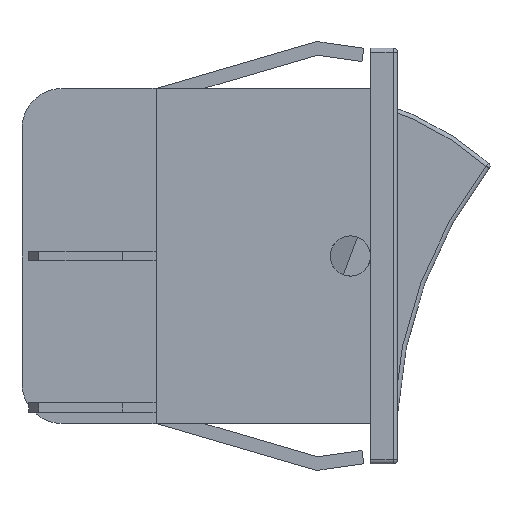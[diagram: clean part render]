
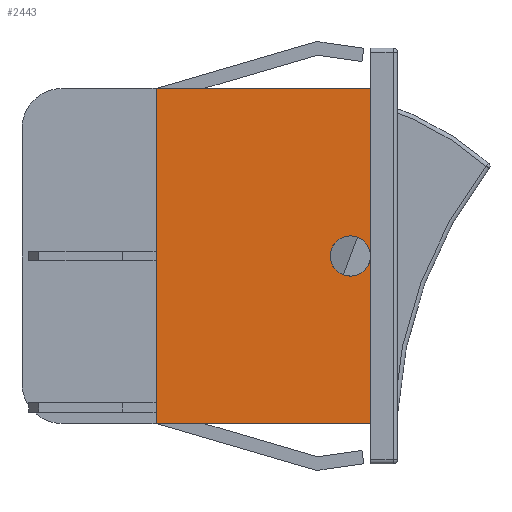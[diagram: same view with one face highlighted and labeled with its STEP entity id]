
A CAD part, left-side view. The second image highlights one B-rep face of the part: STEP entity #2443.
In plain terms, the highlighted planar face has unit normal (-1, 0, 0).
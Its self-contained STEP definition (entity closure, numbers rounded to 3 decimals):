
#147=CIRCLE('',#2633,1.5);
#148=CIRCLE('',#2634,1.5);
#276=FACE_OUTER_BOUND('',#430,.T.);
#430=EDGE_LOOP('',(#2003,#2004,#2005,#2006,#2007,#2008,#2009));
#569=LINE('',#3741,#823);
#598=LINE('',#3800,#852);
#611=LINE('',#3834,#865);
#628=LINE('',#3885,#882);
#629=LINE('',#3886,#883);
#823=VECTOR('',#3003,1.);
#852=VECTOR('',#3052,1.);
#865=VECTOR('',#3091,1.);
#882=VECTOR('',#3136,1.);
#883=VECTOR('',#3137,1.);
#1080=VERTEX_POINT('',#3738);
#1081=VERTEX_POINT('',#3740);
#1100=VERTEX_POINT('',#3797);
#1101=VERTEX_POINT('',#3799);
#1112=VERTEX_POINT('',#3842);
#1113=VERTEX_POINT('',#3844);
#1341=EDGE_CURVE('',#1080,#1081,#569,.T.);
#1370=EDGE_CURVE('',#1100,#1101,#598,.F.);
#1389=EDGE_CURVE('',#1081,#1100,#611,.F.);
#1394=EDGE_CURVE('',#1112,#1113,#147,.F.);
#1395=EDGE_CURVE('',#1113,#1112,#148,.F.);
#1414=EDGE_CURVE('',#1101,#1113,#628,.F.);
#1415=EDGE_CURVE('',#1113,#1080,#629,.F.);
#2003=ORIENTED_EDGE('',*,*,#1395,.F.);
#2004=ORIENTED_EDGE('',*,*,#1414,.F.);
#2005=ORIENTED_EDGE('',*,*,#1370,.F.);
#2006=ORIENTED_EDGE('',*,*,#1389,.F.);
#2007=ORIENTED_EDGE('',*,*,#1341,.F.);
#2008=ORIENTED_EDGE('',*,*,#1415,.F.);
#2009=ORIENTED_EDGE('',*,*,#1394,.F.);
#2309=PLANE('',#2674);
#2443=ADVANCED_FACE('',(#276),#2309,.T.);
#2633=AXIS2_PLACEMENT_3D('',#3845,#3102,#3103);
#2634=AXIS2_PLACEMENT_3D('',#3846,#3104,#3105);
#2674=AXIS2_PLACEMENT_3D('',#3948,#3218,#3219);
#3003=DIRECTION('',(0.,1.,0.));
#3052=DIRECTION('',(0.,1.,0.));
#3091=DIRECTION('',(0.,0.,-1.));
#3102=DIRECTION('center_axis',(1.,0.,0.));
#3103=DIRECTION('ref_axis',(0.,-1.,0.));
#3104=DIRECTION('center_axis',(1.,0.,0.));
#3105=DIRECTION('ref_axis',(0.,-1.,0.));
#3136=DIRECTION('',(0.,0.,1.));
#3137=DIRECTION('',(0.,0.,1.));
#3218=DIRECTION('center_axis',(-1.,0.,0.));
#3219=DIRECTION('ref_axis',(0.,0.,
1.));
#3738=CARTESIAN_POINT('',(-10.5,0.,-12.5));
#3740=CARTESIAN_POINT('',(-10.5,16.,-12.5));
#3741=CARTESIAN_POINT('',(-10.5,0.,-12.5));
#3797=CARTESIAN_POINT('',(-10.5,16.,12.5));
#3799=CARTESIAN_POINT('',(-10.5,0.,12.5));
#3800=CARTESIAN_POINT('',(-10.5,0.,12.5));
#3834=CARTESIAN_POINT('',(-10.5,16.,12.5));
#3842=CARTESIAN_POINT('',(-10.5,3.,0.));
#3844=CARTESIAN_POINT('',(-10.5,0.,0.));
#3845=CARTESIAN_POINT('Origin',(-10.5,1.5,0.));
#3846=CARTESIAN_POINT('Origin',(-10.5,1.5,0.));
#3885=CARTESIAN_POINT('',(-10.5,0.,0.75));
#3886=CARTESIAN_POINT('',(-10.5,0.,0.75));
#3948=CARTESIAN_POINT('Origin',(-10.5,0.,0.));
